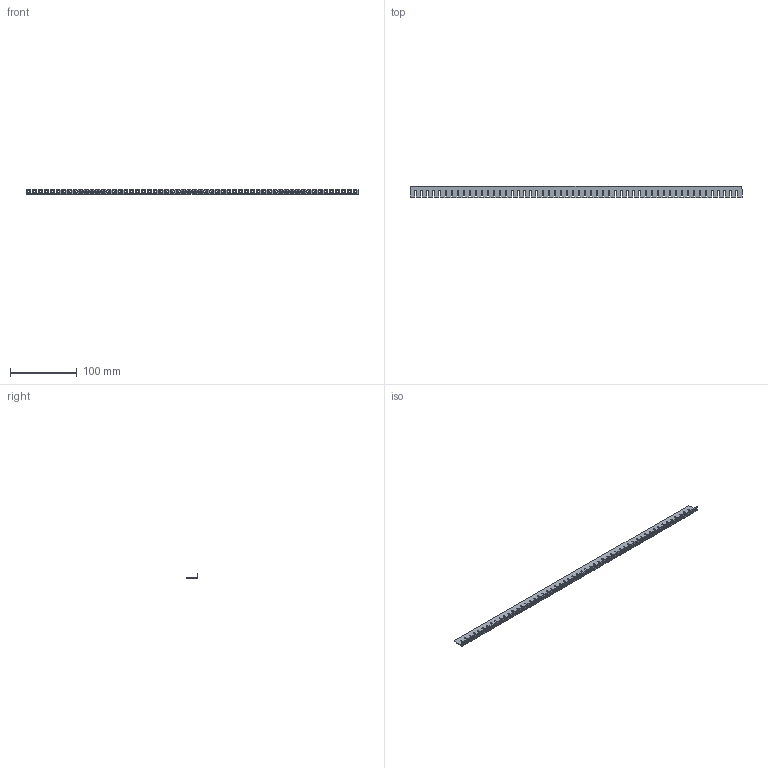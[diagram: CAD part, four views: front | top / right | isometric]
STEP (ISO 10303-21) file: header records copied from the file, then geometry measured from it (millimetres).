
FILE_DESCRIPTION (( 'STEP AP214' ), '1' );
FILE_NAME ('43022_0,5MS_DN-55J6.STEP', '2014-05-29T08:22:47', ( '' ), ( '' ), 'SwSTEP 2.0', 'SolidWorks 2013', '' );
FILE_SCHEMA (( 'AUTOMOTIVE_DESIGN' ));
Length unit declared in the file: millimetre
Products named in the file (1): 43022_0,5MS_DN-55J6
Bounding box: 498.5 x 18 x 7.5 mm (x, y, z)
Volume: 11386.8 mm3; surface area: 23226 mm2
Topology: 1 solids, 1 shells, 558 faces, 1660 edges, 1104 vertices
Faces by surface type: plane 284, cylinder 274
Entity records: 19135 total; most frequent: DIRECTION 3326, CARTESIAN_POINT 3323, ORIENTED_EDGE 3320, EDGE_CURVE 1660, LINE 1112, VECTOR 1112, AXIS2_PLACEMENT_3D 1107, VERTEX_POINT 1104
